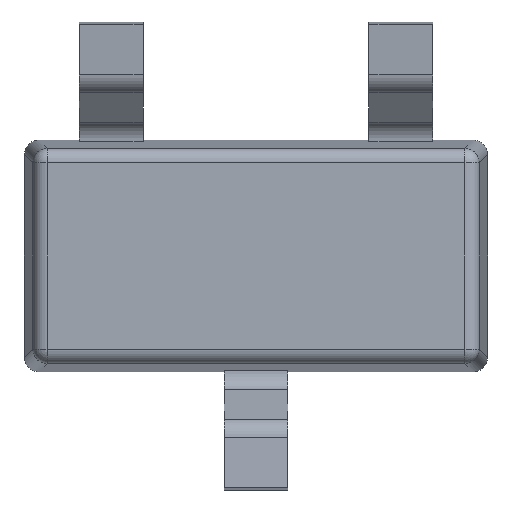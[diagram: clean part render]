
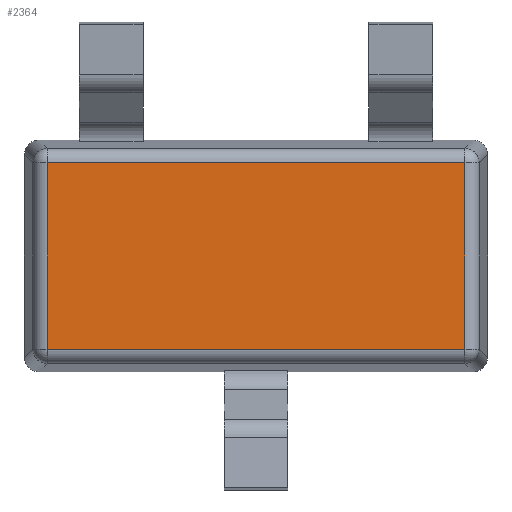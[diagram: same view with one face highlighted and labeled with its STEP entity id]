
A CAD part, front view. The second image highlights one B-rep face of the part: STEP entity #2364.
In plain terms, the highlighted planar face has unit normal (0, -1, 0).
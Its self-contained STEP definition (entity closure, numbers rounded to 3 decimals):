
#10 = ORIENTED_EDGE ( 'NONE', *, *, #1136, .T. ) ;
#121 = CARTESIAN_POINT ( 'NONE',  ( -0.721, 0.075, 0.321 ) ) ;
#164 = DIRECTION ( 'NONE',  ( 0., 0., -1. ) ) ;
#201 = LINE ( 'NONE', #1854, #2629 ) ;
#447 = VECTOR ( 'NONE', #1129, 1000. ) ;
#473 = CARTESIAN_POINT ( 'NONE',  ( -0.721, 0.075, -0.321 ) ) ;
#478 = CARTESIAN_POINT ( 'NONE',  ( 0., 0.075, 0. ) ) ;
#484 = VECTOR ( 'NONE', #667, 1000. ) ;
#494 = VERTEX_POINT ( 'NONE', #1426 ) ;
#561 = EDGE_CURVE ( 'NONE', #494, #1084, #201, .T. ) ;
#585 = LINE ( 'NONE', #788, #613 ) ;
#613 = VECTOR ( 'NONE', #164, 1000. ) ;
#667 = DIRECTION ( 'NONE',  ( 1., 0., 0. ) ) ;
#694 = DIRECTION ( 'NONE',  ( 0., -1., 0. ) ) ;
#702 = VERTEX_POINT ( 'NONE', #2307 ) ;
#704 = CARTESIAN_POINT ( 'NONE',  ( 0.721, 0.075, 0. ) ) ;
#788 = CARTESIAN_POINT ( 'NONE',  ( -0.721, 0.075, 0. ) ) ;
#1084 = VERTEX_POINT ( 'NONE', #121 ) ;
#1129 = DIRECTION ( 'NONE',  ( 0., 0., 1. ) ) ;
#1136 = EDGE_CURVE ( 'NONE', #1084, #2292, #585, .T. ) ;
#1160 = EDGE_LOOP ( 'NONE', ( #10, #2030, #2709, #1764 ) ) ;
#1240 = LINE ( 'NONE', #704, #447 ) ;
#1426 = CARTESIAN_POINT ( 'NONE',  ( 0.721, 0.075, 0.321 ) ) ;
#1662 = FACE_OUTER_BOUND ( 'NONE', #1160, .T. ) ;
#1723 = LINE ( 'NONE', #2575, #484 ) ;
#1764 = ORIENTED_EDGE ( 'NONE', *, *, #561, .T. ) ;
#1811 = EDGE_CURVE ( 'NONE', #2292, #702, #1723, .T. ) ;
#1854 = CARTESIAN_POINT ( 'NONE',  ( 0., 0.075, 0.321 ) ) ;
#1989 = DIRECTION ( 'NONE',  ( 0., 0., -1. ) ) ;
#2030 = ORIENTED_EDGE ( 'NONE', *, *, #1811, .T. ) ;
#2264 = DIRECTION ( 'NONE',  ( -1., 0., 0. ) ) ;
#2292 = VERTEX_POINT ( 'NONE', #473 ) ;
#2307 = CARTESIAN_POINT ( 'NONE',  ( 0.721, 0.075, -0.321 ) ) ;
#2314 = EDGE_CURVE ( 'NONE', #702, #494, #1240, .T. ) ;
#2364 = ADVANCED_FACE ( 'NONE', ( #1662 ), #2399, .T. ) ;
#2399 = PLANE ( 'NONE',  #2551 ) ;
#2551 = AXIS2_PLACEMENT_3D ( 'NONE', #478, #694, #1989 ) ;
#2575 = CARTESIAN_POINT ( 'NONE',  ( 0., 0.075, -0.321 ) ) ;
#2629 = VECTOR ( 'NONE', #2264, 1000. ) ;
#2709 = ORIENTED_EDGE ( 'NONE', *, *, #2314, .T. ) ;
